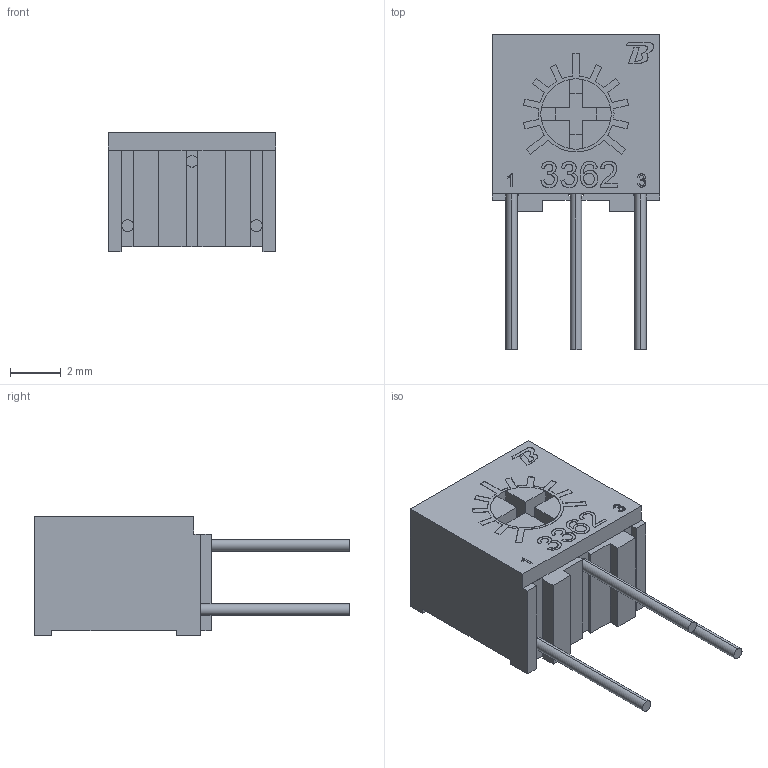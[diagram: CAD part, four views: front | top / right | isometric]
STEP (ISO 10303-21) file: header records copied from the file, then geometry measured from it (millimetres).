
FILE_DESCRIPTION (( 'STEP AP214' ), '1' );
FILE_NAME ('3362W-1-203LF.STEP', '2021-11-17T09:55:33', ( '' ), ( '' ), 'SwSTEP 2.0', 'SolidWorks 2018', '' );
FILE_SCHEMA (( 'AUTOMOTIVE_DESIGN' ));
Length unit declared in the file: millimetre
Products named in the file (2): 3362W-1-203LF
Bounding box: 6.6 x 12.45 x 4.7 mm (x, y, z)
Volume: 196.6 mm3; surface area: 258.3 mm2
Topology: 1 solids, 1 shells, 243 faces, 676 edges, 448 vertices
Faces by surface type: plane 133, bspline 83, cylinder 27
Entity records: 12172 total; most frequent: CARTESIAN_POINT 6028, ORIENTED_EDGE 1352, DIRECTION 888, EDGE_CURVE 676, VECTOR 456, LINE 456, VERTEX_POINT 448, EDGE_LOOP 256
